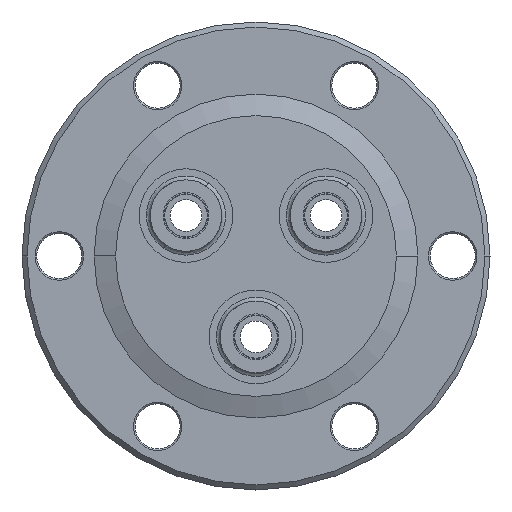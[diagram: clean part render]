
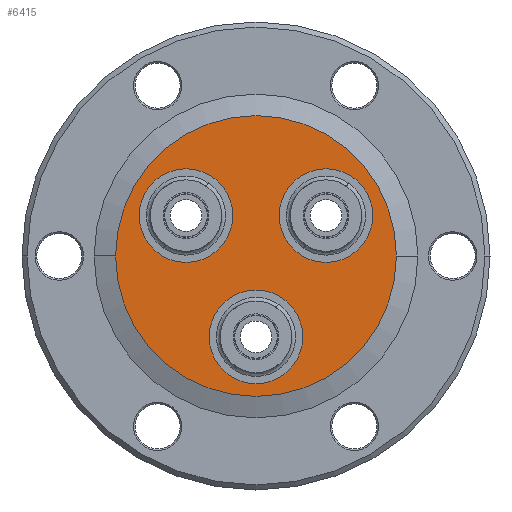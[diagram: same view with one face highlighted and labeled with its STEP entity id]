
A CAD part, front view. The second image highlights one B-rep face of the part: STEP entity #6415.
In plain terms, the highlighted planar face has unit normal (0, -1, 0).
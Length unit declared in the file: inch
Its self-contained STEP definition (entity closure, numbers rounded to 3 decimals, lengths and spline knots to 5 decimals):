
#332 = CARTESIAN_POINT ( 'NONE',  ( 0., -0.449, -0.75 ) ) ;
#333 = CARTESIAN_POINT ( 'NONE',  ( 0., -0.449, -0.2 ) ) ;
#419 = CARTESIAN_POINT ( 'NONE',  ( 0.41136, -0.449, -0.0375 ) ) ;
#420 = CARTESIAN_POINT ( 'NONE',  ( 0.41136, -0.449, 0.5125 ) ) ;
#597 = DIRECTION ( 'NONE',  ( 0., -1., 0. ) ) ;
#602 = CARTESIAN_POINT ( 'NONE',  ( 0., -0.449, 0.825 ) ) ;
#603 = PLANE ( 'NONE',  #1510 ) ;
#604 = DIRECTION ( 'NONE',  ( 1., 0., 0. ) ) ;
#1510 = AXIS2_PLACEMENT_3D ( 'NONE', #602, #597, #604 ) ;
#1670 = CIRCLE ( 'NONE', #5685, 0.275 ) ;
#1831 = CIRCLE ( 'NONE', #5733, 0.275 ) ;
#2174 = EDGE_CURVE ( 'NONE', #5013, #5014, #1831, .T. ) ;
#2272 = EDGE_CURVE ( 'NONE', #5099, #5100, #1670, .T. ) ;
#2664 = AXIS2_PLACEMENT_3D ( 'NONE', #7139, #7140, #7141 ) ;
#2687 = AXIS2_PLACEMENT_3D ( 'NONE', #8197, #8198, #8199 ) ;
#2694 = AXIS2_PLACEMENT_3D ( 'NONE', #8176, #8177, #8178 ) ;
#2696 = AXIS2_PLACEMENT_3D ( 'NONE', #8170, #8171, #8172 ) ;
#2709 = AXIS2_PLACEMENT_3D ( 'NONE', #8131, #8132, #8133 ) ;
#2734 = CIRCLE ( 'NONE', #2664, 0.825 ) ;
#2758 = CIRCLE ( 'NONE', #2687, 0.275 ) ;
#2765 = CIRCLE ( 'NONE', #2694, 0.825 ) ;
#2767 = CIRCLE ( 'NONE', #2696, 0.275 ) ;
#2780 = CIRCLE ( 'NONE', #2709, 0.275 ) ;
#2950 = CIRCLE ( 'NONE', #3008, 0.275 ) ;
#3008 = AXIS2_PLACEMENT_3D ( 'NONE', #6149, #6150, #6151 ) ;
#3338 = FACE_BOUND ( 'NONE', #5330, .T. ) ;
#3339 = FACE_BOUND ( 'NONE', #5317, .T. ) ;
#3341 = FACE_BOUND ( 'NONE', #5322, .T. ) ;
#3342 = FACE_OUTER_BOUND ( 'NONE', #5309, .T. ) ;
#4606 = ORIENTED_EDGE ( 'NONE', *, *, #5934, .T. ) ;
#4607 = ORIENTED_EDGE ( 'NONE', *, *, #5902, .T. ) ;
#4608 = ORIENTED_EDGE ( 'NONE', *, *, #5887, .T. ) ;
#4609 = ORIENTED_EDGE ( 'NONE', *, *, #2272, .T. ) ;
#4610 = ORIENTED_EDGE ( 'NONE', *, *, #5900, .T. ) ;
#4611 = ORIENTED_EDGE ( 'NONE', *, *, #2174, .T. ) ;
#4612 = ORIENTED_EDGE ( 'NONE', *, *, #5909, .T. ) ;
#4613 = ORIENTED_EDGE ( 'NONE', *, *, #5764, .T. ) ;
#4926 = VERTEX_POINT ( 'NONE', #332 ) ;
#4927 = VERTEX_POINT ( 'NONE', #333 ) ;
#5013 = VERTEX_POINT ( 'NONE', #419 ) ;
#5014 = VERTEX_POINT ( 'NONE', #420 ) ;
#5099 = VERTEX_POINT ( 'NONE', #6016 ) ;
#5100 = VERTEX_POINT ( 'NONE', #6017 ) ;
#5192 = VERTEX_POINT ( 'NONE', #6109 ) ;
#5193 = VERTEX_POINT ( 'NONE', #6110 ) ;
#5309 = EDGE_LOOP ( 'NONE', ( #4606, #4607 ) ) ;
#5317 = EDGE_LOOP ( 'NONE', ( #4612, #4613 ) ) ;
#5322 = EDGE_LOOP ( 'NONE', ( #4610, #4611 ) ) ;
#5330 = EDGE_LOOP ( 'NONE', ( #4608, #4609 ) ) ;
#5685 = AXIS2_PLACEMENT_3D ( 'NONE', #6469, #6467, #6466 ) ;
#5733 = AXIS2_PLACEMENT_3D ( 'NONE', #6975, #6974, #6973 ) ;
#5764 = EDGE_CURVE ( 'NONE', #4926, #4927, #2950, .T. ) ;
#5887 = EDGE_CURVE ( 'NONE', #5100, #5099, #2780, .T. ) ;
#5900 = EDGE_CURVE ( 'NONE', #5014, #5013, #2767, .T. ) ;
#5902 = EDGE_CURVE ( 'NONE', #5192, #5193, #2765, .T. ) ;
#5909 = EDGE_CURVE ( 'NONE', #4927, #4926, #2758, .T. ) ;
#5934 = EDGE_CURVE ( 'NONE', #5193, #5192, #2734, .T. ) ;
#6016 = CARTESIAN_POINT ( 'NONE',  ( -0.41136, -0.449, -0.0375 ) ) ;
#6017 = CARTESIAN_POINT ( 'NONE',  ( -0.41136, -0.449, 0.5125 ) ) ;
#6109 = CARTESIAN_POINT ( 'NONE',  ( -0.825, -0.449, 0. ) ) ;
#6110 = CARTESIAN_POINT ( 'NONE',  ( 0.825, -0.449, 0. ) ) ;
#6149 = CARTESIAN_POINT ( 'NONE',  ( 0., -0.449, -0.475 ) ) ;
#6150 = DIRECTION ( 'NONE',  ( 0., 1., 0. ) ) ;
#6151 = DIRECTION ( 'NONE',  ( 0., 0., 1. ) ) ;
#6415 = ADVANCED_FACE ( 'NONE', ( #3342, #3338, #3341, #3339 ), #603, .T. ) ;
#6466 = DIRECTION ( 'NONE',  ( 0., 0., 1. ) ) ;
#6467 = DIRECTION ( 'NONE',  ( 0., 1., 0. ) ) ;
#6469 = CARTESIAN_POINT ( 'NONE',  ( -0.41136, -0.449, 0.2375 ) ) ;
#6973 = DIRECTION ( 'NONE',  ( 0., 0., 1. ) ) ;
#6974 = DIRECTION ( 'NONE',  ( 0., 1., 0. ) ) ;
#6975 = CARTESIAN_POINT ( 'NONE',  ( 0.41136, -0.449, 0.2375 ) ) ;
#7139 = CARTESIAN_POINT ( 'NONE',  ( 0., -0.449, 0. ) ) ;
#7140 = DIRECTION ( 'NONE',  ( 0., -1., 0. ) ) ;
#7141 = DIRECTION ( 'NONE',  ( 1., 0., 0. ) ) ;
#8131 = CARTESIAN_POINT ( 'NONE',  ( -0.41136, -0.449, 0.2375 ) ) ;
#8132 = DIRECTION ( 'NONE',  ( 0., 1., 0. ) ) ;
#8133 = DIRECTION ( 'NONE',  ( 0., 0., 1. ) ) ;
#8170 = CARTESIAN_POINT ( 'NONE',  ( 0.41136, -0.449, 0.2375 ) ) ;
#8171 = DIRECTION ( 'NONE',  ( 0., 1., 0. ) ) ;
#8172 = DIRECTION ( 'NONE',  ( 0., 0., 1. ) ) ;
#8176 = CARTESIAN_POINT ( 'NONE',  ( 0., -0.449, 0. ) ) ;
#8177 = DIRECTION ( 'NONE',  ( 0., -1., 0. ) ) ;
#8178 = DIRECTION ( 'NONE',  ( 1., 0., 0. ) ) ;
#8197 = CARTESIAN_POINT ( 'NONE',  ( 0., -0.449, -0.475 ) ) ;
#8198 = DIRECTION ( 'NONE',  ( 0., 1., 0. ) ) ;
#8199 = DIRECTION ( 'NONE',  ( 0., 0., 1. ) ) ;
